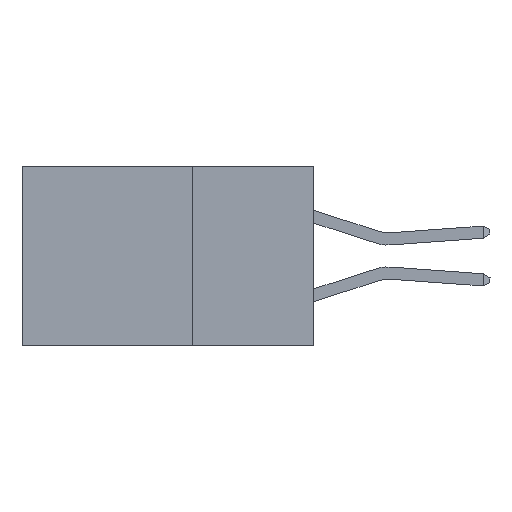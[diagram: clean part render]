
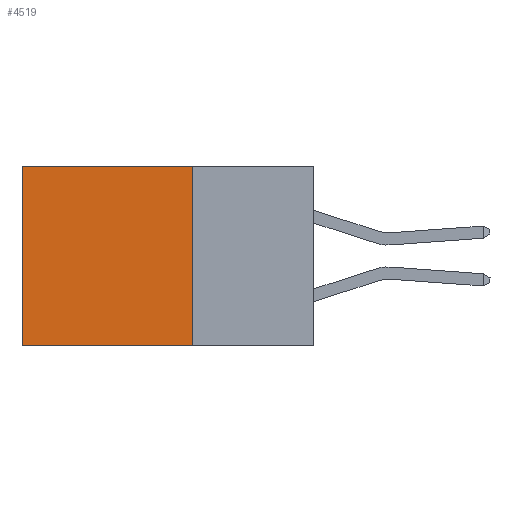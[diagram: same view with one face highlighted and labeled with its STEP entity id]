
A CAD part, left-side view. The second image highlights one B-rep face of the part: STEP entity #4519.
In plain terms, the highlighted planar face has unit normal (-1, 0, 0).
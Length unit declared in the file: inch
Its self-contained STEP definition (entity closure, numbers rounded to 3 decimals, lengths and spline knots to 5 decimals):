
#157 = DIRECTION ( 'NONE',  ( 0., 1., 0. ) ) ;
#400 = EDGE_LOOP ( 'NONE', ( #1395, #4287, #9540, #10440 ) ) ;
#1208 = LINE ( 'NONE', #4902, #8950 ) ;
#1395 = ORIENTED_EDGE ( 'NONE', *, *, #11996, .T. ) ;
#2169 = VERTEX_POINT ( 'NONE', #6558 ) ;
#2300 = CARTESIAN_POINT ( 'NONE',  ( 0.2875, 0.25, -0.37 ) ) ;
#2584 = CARTESIAN_POINT ( 'NONE',  ( 0.2875, 0.25, 0. ) ) ;
#2889 = DIRECTION ( 'NONE',  ( 0., 0., -1. ) ) ;
#3058 = VERTEX_POINT ( 'NONE', #12054 ) ;
#4241 = DIRECTION ( 'NONE',  ( 1., 0., 0. ) ) ;
#4287 = ORIENTED_EDGE ( 'NONE', *, *, #9832, .F. ) ;
#4296 = EDGE_CURVE ( 'NONE', #3058, #5330, #12462, .T. ) ;
#4519 = ADVANCED_FACE ( 'NONE', ( #9800 ), #10146, .F. ) ;
#4672 = AXIS2_PLACEMENT_3D ( 'NONE', #10891, #4241, #11095 ) ;
#4902 = CARTESIAN_POINT ( 'NONE',  ( 0.2875, 0.6, 0. ) ) ;
#5330 = VERTEX_POINT ( 'NONE', #11377 ) ;
#5631 = LINE ( 'NONE', #2584, #10184 ) ;
#6558 = CARTESIAN_POINT ( 'NONE',  ( 0.2875, 0.6, -0.37 ) ) ;
#7152 = VECTOR ( 'NONE', #157, 39.37008 ) ;
#7638 = DIRECTION ( 'NONE',  ( 0., 1., 0. ) ) ;
#8634 = DIRECTION ( 'NONE',  ( 0., 0., -1. ) ) ;
#8950 = VECTOR ( 'NONE', #2889, 39.37008 ) ;
#9540 = ORIENTED_EDGE ( 'NONE', *, *, #4296, .F. ) ;
#9800 = FACE_OUTER_BOUND ( 'NONE', #400, .T. ) ;
#9832 = EDGE_CURVE ( 'NONE', #5330, #2169, #12265, .T. ) ;
#9936 = VERTEX_POINT ( 'NONE', #12285 ) ;
#9954 = VECTOR ( 'NONE', #8634, 39.37008 ) ;
#10055 = EDGE_CURVE ( 'NONE', #3058, #9936, #5631, .T. ) ;
#10146 = PLANE ( 'NONE',  #4672 ) ;
#10184 = VECTOR ( 'NONE', #7638, 39.37008 ) ;
#10440 = ORIENTED_EDGE ( 'NONE', *, *, #10055, .T. ) ;
#10891 = CARTESIAN_POINT ( 'NONE',  ( 0.2875, 0.25, 0. ) ) ;
#11095 = DIRECTION ( 'NONE',  ( 0., 0., -1. ) ) ;
#11377 = CARTESIAN_POINT ( 'NONE',  ( 0.2875, 0.25, -0.37 ) ) ;
#11484 = CARTESIAN_POINT ( 'NONE',  ( 0.2875, 0.25, 0. ) ) ;
#11996 = EDGE_CURVE ( 'NONE', #9936, #2169, #1208, .T. ) ;
#12054 = CARTESIAN_POINT ( 'NONE',  ( 0.2875, 0.25, 0. ) ) ;
#12265 = LINE ( 'NONE', #2300, #7152 ) ;
#12285 = CARTESIAN_POINT ( 'NONE',  ( 0.2875, 0.6, 0. ) ) ;
#12462 = LINE ( 'NONE', #11484, #9954 ) ;
